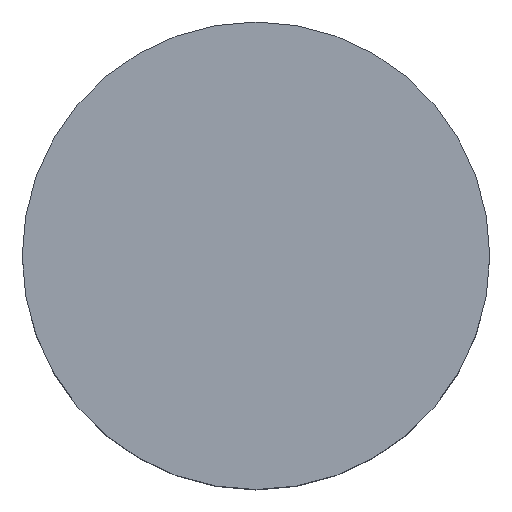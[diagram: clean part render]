
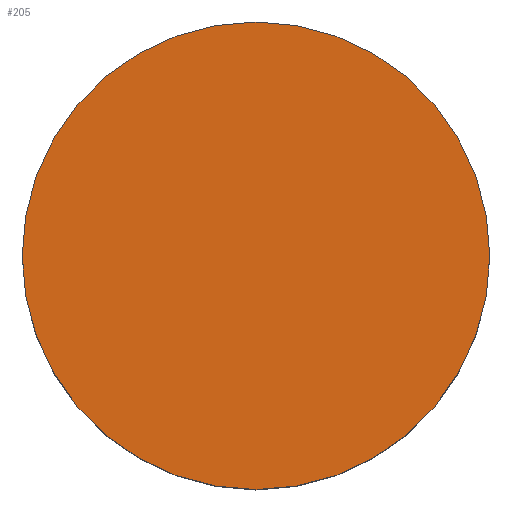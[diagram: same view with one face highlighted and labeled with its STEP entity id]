
A CAD part, top view. The second image highlights one B-rep face of the part: STEP entity #205.
In plain terms, the highlighted planar face has unit normal (0, 0, 1).
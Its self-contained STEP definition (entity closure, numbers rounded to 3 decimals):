
#16 = FACE_OUTER_BOUND ( 'NONE', #144, .T. ) ;
#18 = VERTEX_POINT ( 'NONE', #52 ) ;
#29 = CARTESIAN_POINT ( 'NONE',  ( 0., 0., 0. ) ) ;
#44 = EDGE_CURVE ( 'NONE', #18, #147, #303, .T. ) ;
#52 = CARTESIAN_POINT ( 'NONE',  ( 3., 0., 0. ) ) ;
#64 = DIRECTION ( 'NONE',  ( 1., 0., 0. ) ) ;
#82 = ORIENTED_EDGE ( 'NONE', *, *, #332, .T. ) ;
#124 = DIRECTION ( 'NONE',  ( 0., 0., 1. ) ) ;
#133 = DIRECTION ( 'NONE',  ( 1., 0., 0. ) ) ;
#144 = EDGE_LOOP ( 'NONE', ( #158, #82 ) ) ;
#147 = VERTEX_POINT ( 'NONE', #163 ) ;
#158 = ORIENTED_EDGE ( 'NONE', *, *, #44, .T. ) ;
#159 = AXIS2_PLACEMENT_3D ( 'NONE', #314, #173, #285 ) ;
#163 = CARTESIAN_POINT ( 'NONE',  ( -3., 0., 0. ) ) ;
#173 = DIRECTION ( 'NONE',  ( 0., 0., 1. ) ) ;
#205 = ADVANCED_FACE ( 'NONE', ( #16 ), #342, .T. ) ;
#255 = CIRCLE ( 'NONE', #343, 3. ) ;
#285 = DIRECTION ( 'NONE',  ( 1., 0., 0. ) ) ;
#297 = DIRECTION ( 'NONE',  ( 0., 0., 1. ) ) ;
#303 = CIRCLE ( 'NONE', #355, 3. ) ;
#314 = CARTESIAN_POINT ( 'NONE',  ( 0., 0., 0. ) ) ;
#332 = EDGE_CURVE ( 'NONE', #147, #18, #255, .T. ) ;
#338 = CARTESIAN_POINT ( 'NONE',  ( 0., 0., 0. ) ) ;
#342 = PLANE ( 'NONE',  #159 ) ;
#343 = AXIS2_PLACEMENT_3D ( 'NONE', #338, #124, #64 ) ;
#355 = AXIS2_PLACEMENT_3D ( 'NONE', #29, #297, #133 ) ;
